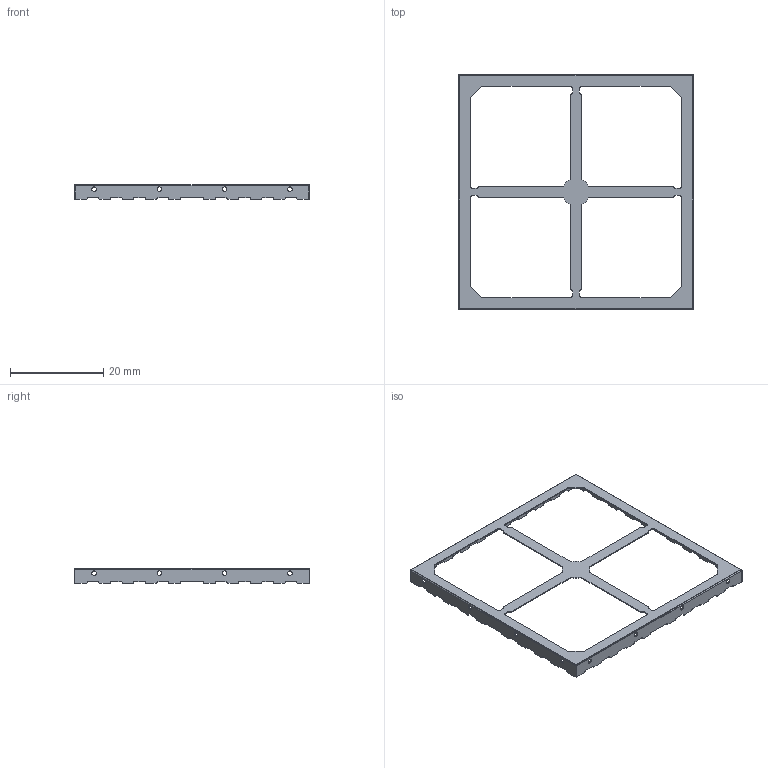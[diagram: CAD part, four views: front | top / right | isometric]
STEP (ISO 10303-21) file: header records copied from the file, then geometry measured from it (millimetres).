
FILE_DESCRIPTION(/* description */ ('Unknown'),/* implementation_level */ '2;1');
FILE_NAME(/* name */ 'H_Wurth_WE-SHC-SMT-FRAME_36103505S',/* time_stamp */ '2025-07-03T16:40:41+08:00',/* author */ ('Unknown'),/* organization */ ('Unknown'),/* preprocessor_version */ 'ST-DEVELOPER v19.4',/* originating_system */ 'Solid Edge',/* authorisation */ 'Unknown');
FILE_SCHEMA (('AUTOMOTIVE_DESIGN {1 0 10303 214 3 1 1}'));
Length unit declared in the file: millimetre
Products named in the file (1): H_Wurth_WE-SHC-SMT-FRAME_36103505S
Bounding box: 50.4 x 50.4 x 3.2 mm (x, y, z)
Volume: 249.5 mm3; surface area: 2621.2 mm2
Topology: 1 solids, 1 shells, 326 faces, 948 edges, 624 vertices
Faces by surface type: cylinder 196, plane 130
Full cylindrical faces by diameter (mm): 1 x16
Entity records: 10922 total; most frequent: DIRECTION 1978, CARTESIAN_POINT 1883, ORIENTED_EDGE 1864, EDGE_CURVE 932, AXIS2_PLACEMENT_3D 719, VERTEX_POINT 624, LINE 540, VECTOR 540
